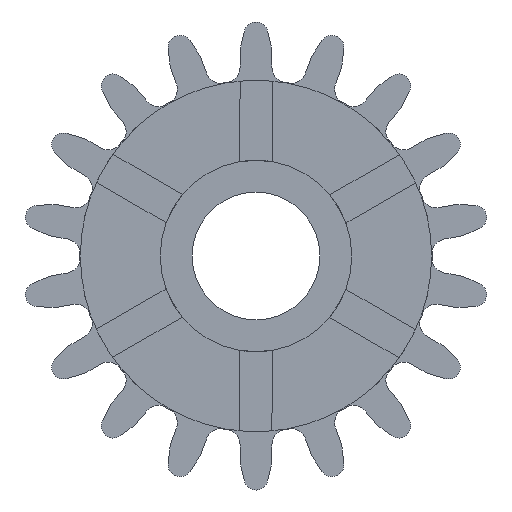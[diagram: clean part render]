
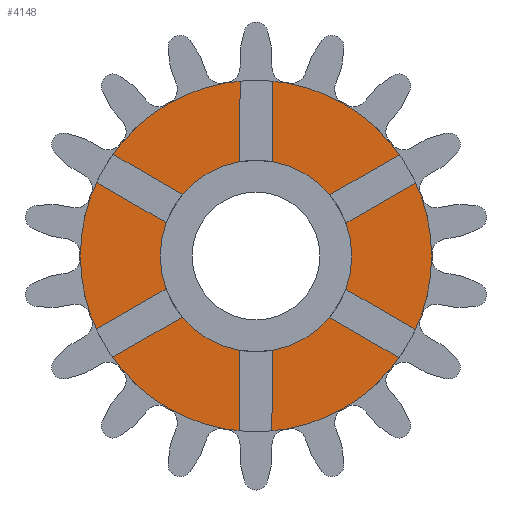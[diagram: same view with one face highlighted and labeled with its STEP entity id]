
A CAD part, front view. The second image highlights one B-rep face of the part: STEP entity #4148.
In plain terms, the highlighted planar face has unit normal (0, -1, 0).
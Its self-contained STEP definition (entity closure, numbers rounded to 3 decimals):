
#16=FACE_BOUND('',#662,.T.);
#180=PLANE('',#4587);
#410=FACE_OUTER_BOUND('',#661,.T.);
#661=EDGE_LOOP('',(#3577));
#662=EDGE_LOOP('',(#3578));
#871=CIRCLE('',#4581,6.);
#873=CIRCLE('',#4584,11.045);
#2003=VERTEX_POINT('',#6874);
#2005=VERTEX_POINT('',#6880);
#2541=EDGE_CURVE('',#2003,#2003,#871,.F.);
#2544=EDGE_CURVE('',#2005,#2005,#873,.F.);
#3577=ORIENTED_EDGE('',*,*,#2544,.F.);
#3578=ORIENTED_EDGE('',*,*,#2541,.F.);
#4148=ADVANCED_FACE('',(#410,#16),#180,.T.);
#4581=AXIS2_PLACEMENT_3D('',#6875,#5642,#5643);
#4584=AXIS2_PLACEMENT_3D('',#6881,#5649,#5650);
#4587=AXIS2_PLACEMENT_3D('',#6886,#5656,#5657);
#5642=DIRECTION('center_axis',(0.,1.,0.));
#5643=DIRECTION('ref_axis',(-1.,0.,0.));
#5649=DIRECTION('center_axis',(0.,-1.,0.));
#5650=DIRECTION('ref_axis',(-1.,0.,0.));
#5656=DIRECTION('center_axis',(0.,-1.,0.));
#5657=DIRECTION('ref_axis',(0.,0.,-1.));
#6874=CARTESIAN_POINT('',(6.,10.7,0.));
#6875=CARTESIAN_POINT('Origin',(0.,10.7,0.));
#6880=CARTESIAN_POINT('',(11.045,10.7,0.));
#6881=CARTESIAN_POINT('Origin',(0.,10.7,0.));
#6886=CARTESIAN_POINT('Origin',(0.,10.7,0.));
